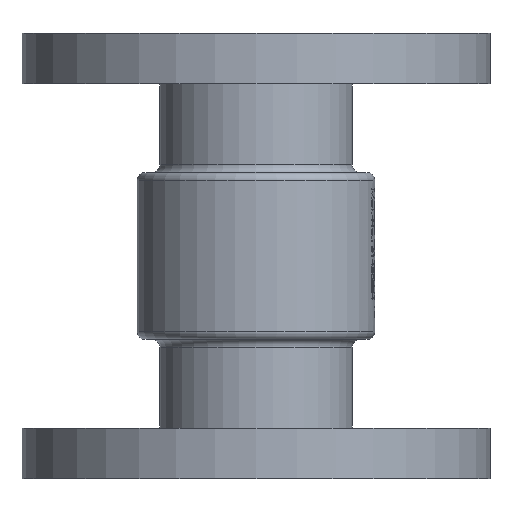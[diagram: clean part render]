
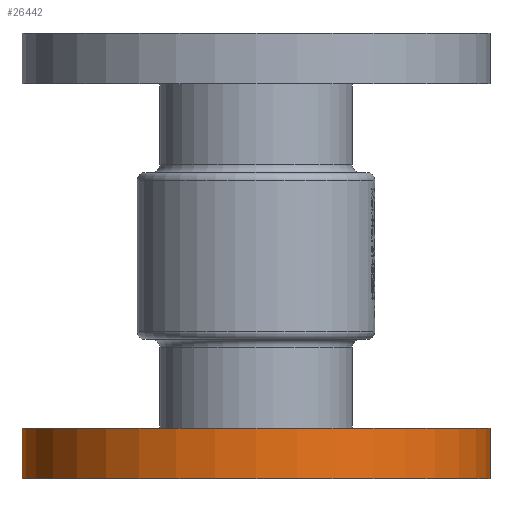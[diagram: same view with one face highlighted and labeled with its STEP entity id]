
A CAD part, front view. The second image highlights one B-rep face of the part: STEP entity #26442.
In plain terms, the highlighted cylindrical face has radius 92.5 mm (diameter 185 mm), a partial arc.
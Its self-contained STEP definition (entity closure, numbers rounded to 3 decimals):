
#336 = ORIENTED_EDGE ( 'NONE', *, *, #27722, .F. ) ;
#1191 = CIRCLE ( 'NONE', #9257, 92.5 ) ;
#1853 = CARTESIAN_POINT ( 'NONE',  ( 92.5, 0., -176. ) ) ;
#2964 = FACE_OUTER_BOUND ( 'NONE', #27794, .T. ) ;
#4573 = EDGE_CURVE ( 'NONE', #5070, #9940, #29129, .T. ) ;
#5070 = VERTEX_POINT ( 'NONE', #11459 ) ;
#5800 = DIRECTION ( 'NONE',  ( 1., 0., 0. ) ) ;
#6261 = DIRECTION ( 'NONE',  ( 0., 0., 1. ) ) ;
#7739 = CYLINDRICAL_SURFACE ( 'NONE', #17652, 92.5 ) ;
#8385 = AXIS2_PLACEMENT_3D ( 'NONE', #12934, #29216, #13224 ) ;
#8393 = DIRECTION ( 'NONE',  ( 0., 0., -1. ) ) ;
#9107 = VECTOR ( 'NONE', #28864, 1000. ) ;
#9257 = AXIS2_PLACEMENT_3D ( 'NONE', #26700, #6261, #23228 ) ;
#9940 = VERTEX_POINT ( 'NONE', #15968 ) ;
#11021 = EDGE_CURVE ( 'NONE', #9940, #11919, #18854, .T. ) ;
#11459 = CARTESIAN_POINT ( 'NONE',  ( -92.5, 0., -156. ) ) ;
#11919 = VERTEX_POINT ( 'NONE', #12665 ) ;
#12665 = CARTESIAN_POINT ( 'NONE',  ( 92.5, 0., -176. ) ) ;
#12934 = CARTESIAN_POINT ( 'NONE',  ( 0., 0., -176. ) ) ;
#13224 = DIRECTION ( 'NONE',  ( 1., 0., 0. ) ) ;
#13968 = ORIENTED_EDGE ( 'NONE', *, *, #4573, .T. ) ;
#14173 = VERTEX_POINT ( 'NONE', #14990 ) ;
#14990 = CARTESIAN_POINT ( 'NONE',  ( 92.5, 0., -156. ) ) ;
#15968 = CARTESIAN_POINT ( 'NONE',  ( -92.5, 0., -176. ) ) ;
#17652 = AXIS2_PLACEMENT_3D ( 'NONE', #26233, #25942, #5800 ) ;
#18246 = EDGE_CURVE ( 'NONE', #5070, #14173, #1191, .T. ) ;
#18854 = CIRCLE ( 'NONE', #8385, 92.5 ) ;
#19341 = ORIENTED_EDGE ( 'NONE', *, *, #18246, .F. ) ;
#19746 = LINE ( 'NONE', #1853, #9107 ) ;
#20290 = ORIENTED_EDGE ( 'NONE', *, *, #11021, .T. ) ;
#20316 = CARTESIAN_POINT ( 'NONE',  ( -92.5, 0., -176. ) ) ;
#23228 = DIRECTION ( 'NONE',  ( 1., 0., 0. ) ) ;
#25942 = DIRECTION ( 'NONE',  ( 0., 0., -1. ) ) ;
#26233 = CARTESIAN_POINT ( 'NONE',  ( 0., 0., -176. ) ) ;
#26442 = ADVANCED_FACE ( 'NONE', ( #2964 ), #7739, .T. ) ;
#26700 = CARTESIAN_POINT ( 'NONE',  ( 0., 0., -156. ) ) ;
#27706 = VECTOR ( 'NONE', #8393, 1000. ) ;
#27722 = EDGE_CURVE ( 'NONE', #14173, #11919, #19746, .T. ) ;
#27794 = EDGE_LOOP ( 'NONE', ( #19341, #13968, #20290, #336 ) ) ;
#28864 = DIRECTION ( 'NONE',  ( 0., 0., -1. ) ) ;
#29129 = LINE ( 'NONE', #20316, #27706 ) ;
#29216 = DIRECTION ( 'NONE',  ( 0., 0., 1. ) ) ;
